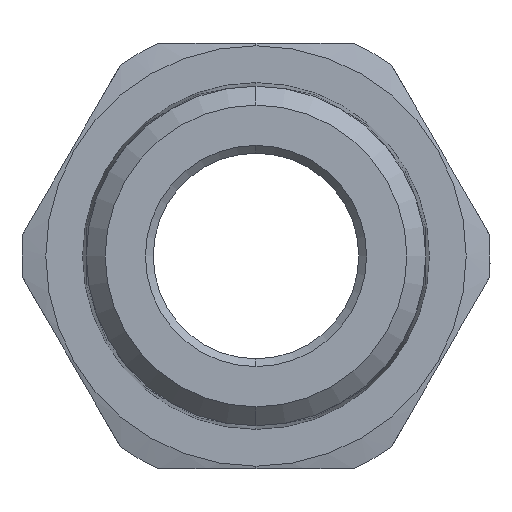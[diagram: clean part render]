
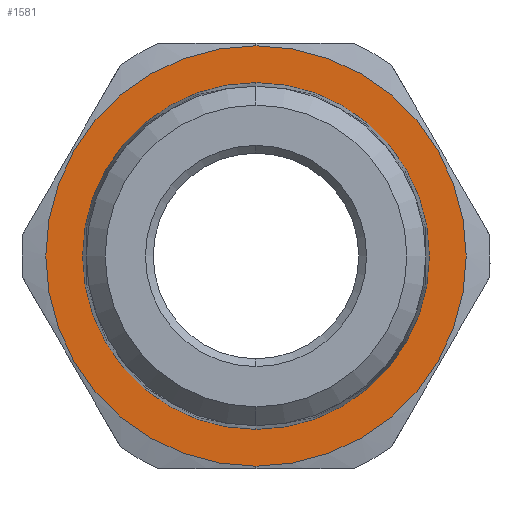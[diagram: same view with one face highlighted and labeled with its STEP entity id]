
A CAD part, left-side view. The second image highlights one B-rep face of the part: STEP entity #1581.
In plain terms, the highlighted planar face has unit normal (-1, 0, 0).
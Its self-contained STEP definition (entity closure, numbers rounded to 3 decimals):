
#63 = VERTEX_POINT ( 'NONE', #1710 ) ;
#224 = ORIENTED_EDGE ( 'NONE', *, *, #1432, .F. ) ;
#251 = VERTEX_POINT ( 'NONE', #2016 ) ;
#288 = PLANE ( 'NONE',  #2225 ) ;
#295 = CARTESIAN_POINT ( 'NONE',  ( 25.3, 16.7, 0. ) ) ;
#478 = DIRECTION ( 'NONE',  ( 0., 0., 1. ) ) ;
#503 = DIRECTION ( 'NONE',  ( -1., 0., 0. ) ) ;
#524 = ORIENTED_EDGE ( 'NONE', *, *, #3019, .T. ) ;
#754 = AXIS2_PLACEMENT_3D ( 'NONE', #1599, #503, #2468 ) ;
#863 = FACE_OUTER_BOUND ( 'NONE', #2417, .T. ) ;
#881 = AXIS2_PLACEMENT_3D ( 'NONE', #2456, #3453, #478 ) ;
#1257 = CIRCLE ( 'NONE', #881, 20.25 ) ;
#1303 = DIRECTION ( 'NONE',  ( 0., 0., 1. ) ) ;
#1432 = EDGE_CURVE ( 'NONE', #251, #2896, #2747, .T. ) ;
#1439 = EDGE_LOOP ( 'NONE', ( #224, #1760 ) ) ;
#1464 = VERTEX_POINT ( 'NONE', #2198 ) ;
#1581 = ADVANCED_FACE ( 'NONE', ( #2208, #863 ), #288, .T. ) ;
#1599 = CARTESIAN_POINT ( 'NONE',  ( 25.3, 0., 0. ) ) ;
#1710 = CARTESIAN_POINT ( 'NONE',  ( 25.3, 0., 20.25 ) ) ;
#1760 = ORIENTED_EDGE ( 'NONE', *, *, #3425, .F. ) ;
#1814 = DIRECTION ( 'NONE',  ( -1., 0., 0. ) ) ;
#1891 = DIRECTION ( 'NONE',  ( -1., 0., 0. ) ) ;
#2016 = CARTESIAN_POINT ( 'NONE',  ( 25.3, 0., 16.7 ) ) ;
#2060 = EDGE_CURVE ( 'NONE', #63, #1464, #1257, .T. ) ;
#2118 = ORIENTED_EDGE ( 'NONE', *, *, #2060, .T. ) ;
#2192 = AXIS2_PLACEMENT_3D ( 'NONE', #3494, #1814, #3296 ) ;
#2198 = CARTESIAN_POINT ( 'NONE',  ( 25.3, 0., -20.25 ) ) ;
#2208 = FACE_BOUND ( 'NONE', #1439, .T. ) ;
#2225 = AXIS2_PLACEMENT_3D ( 'NONE', #295, #3360, #2231 ) ;
#2231 = DIRECTION ( 'NONE',  ( 0., 0., 1. ) ) ;
#2416 = CIRCLE ( 'NONE', #2192, 16.7 ) ;
#2417 = EDGE_LOOP ( 'NONE', ( #524, #2118 ) ) ;
#2456 = CARTESIAN_POINT ( 'NONE',  ( 25.3, 0., 0. ) ) ;
#2468 = DIRECTION ( 'NONE',  ( 0., 0., 1. ) ) ;
#2747 = CIRCLE ( 'NONE', #754, 16.7 ) ;
#2782 = CIRCLE ( 'NONE', #3099, 20.25 ) ;
#2896 = VERTEX_POINT ( 'NONE', #3391 ) ;
#2991 = CARTESIAN_POINT ( 'NONE',  ( 25.3, 0., 0. ) ) ;
#3019 = EDGE_CURVE ( 'NONE', #1464, #63, #2782, .T. ) ;
#3099 = AXIS2_PLACEMENT_3D ( 'NONE', #2991, #1891, #1303 ) ;
#3296 = DIRECTION ( 'NONE',  ( 0., 0., 1. ) ) ;
#3360 = DIRECTION ( 'NONE',  ( -1., 0., 0. ) ) ;
#3391 = CARTESIAN_POINT ( 'NONE',  ( 25.3, 0., -16.7 ) ) ;
#3425 = EDGE_CURVE ( 'NONE', #2896, #251, #2416, .T. ) ;
#3453 = DIRECTION ( 'NONE',  ( -1., 0., 0. ) ) ;
#3494 = CARTESIAN_POINT ( 'NONE',  ( 25.3, 0., 0. ) ) ;
